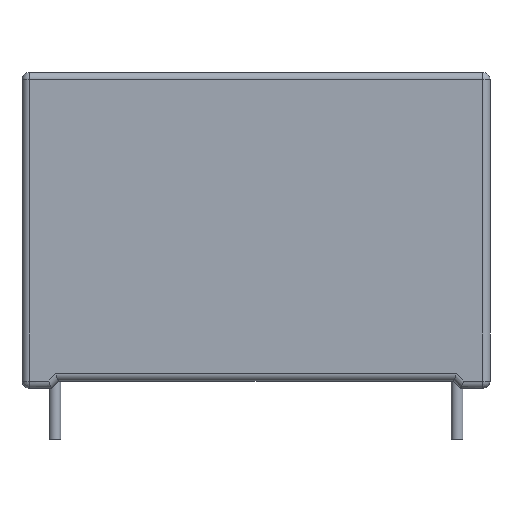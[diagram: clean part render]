
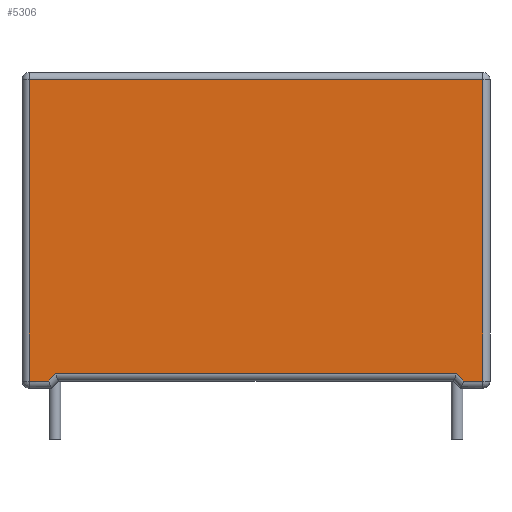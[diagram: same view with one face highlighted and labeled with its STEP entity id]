
A CAD part, front view. The second image highlights one B-rep face of the part: STEP entity #5306.
In plain terms, the highlighted planar face has unit normal (0, -1, 0).
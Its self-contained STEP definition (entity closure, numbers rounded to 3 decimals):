
#201 = CARTESIAN_POINT ( 'NONE',  ( 15.5, 0., -10.3 ) ) ;
#514 = VERTEX_POINT ( 'NONE', #201 ) ;
#779 = DIRECTION ( 'NONE',  ( 0., 0., 1. ) ) ;
#796 = EDGE_CURVE ( 'NONE', #10364, #11117, #9427, .T. ) ;
#902 = LINE ( 'NONE', #12938, #2095 ) ;
#1152 = LINE ( 'NONE', #9286, #4759 ) ;
#1204 = VERTEX_POINT ( 'NONE', #4883 ) ;
#1419 = CARTESIAN_POINT ( 'NONE',  ( 0., 0., -10.3 ) ) ;
#1498 = EDGE_CURVE ( 'NONE', #5547, #4721, #12015, .T. ) ;
#1792 = VECTOR ( 'NONE', #8493, 1000. ) ;
#2095 = VECTOR ( 'NONE', #779, 1000. ) ;
#2195 = ORIENTED_EDGE ( 'NONE', *, *, #3362, .T. ) ;
#2311 = DIRECTION ( 'NONE',  ( 0., 1., 0. ) ) ;
#2327 = DIRECTION ( 'NONE',  ( -1., 0., 0. ) ) ;
#2363 = CARTESIAN_POINT ( 'NONE',  ( 13.71, 0., -9.8 ) ) ;
#2393 = DIRECTION ( 'NONE',  ( 0., 0., -1. ) ) ;
#2546 = ORIENTED_EDGE ( 'NONE', *, *, #12707, .T. ) ;
#2635 = LINE ( 'NONE', #4480, #1792 ) ;
#2707 = EDGE_CURVE ( 'NONE', #4721, #5900, #4426, .T. ) ;
#3090 = VECTOR ( 'NONE', #2393, 1000. ) ;
#3154 = CARTESIAN_POINT ( 'NONE',  ( -13.71, 0., -9.8 ) ) ;
#3338 = ORIENTED_EDGE ( 'NONE', *, *, #11241, .T. ) ;
#3362 = EDGE_CURVE ( 'NONE', #9298, #10364, #1152, .T. ) ;
#3956 = CARTESIAN_POINT ( 'NONE',  ( 15.5, 0., 10.3 ) ) ;
#4426 = LINE ( 'NONE', #4816, #12935 ) ;
#4480 = CARTESIAN_POINT ( 'NONE',  ( -2.096, 0., 2.054 ) ) ;
#4582 = VECTOR ( 'NONE', #5571, 1000. ) ;
#4721 = VERTEX_POINT ( 'NONE', #2363 ) ;
#4759 = VECTOR ( 'NONE', #2327, 1000. ) ;
#4816 = CARTESIAN_POINT ( 'NONE',  ( 2.096, 0., 2.054 ) ) ;
#4883 = CARTESIAN_POINT ( 'NONE',  ( -14.2, 0., -10.3 ) ) ;
#5302 = CARTESIAN_POINT ( 'NONE',  ( -15.5, 0., 0. ) ) ;
#5306 = ADVANCED_FACE ( 'NONE', ( #6999 ), #10125, .F. ) ;
#5547 = VERTEX_POINT ( 'NONE', #3154 ) ;
#5571 = DIRECTION ( 'NONE',  ( 1., 0., 0. ) ) ;
#5748 = ORIENTED_EDGE ( 'NONE', *, *, #2707, .T. ) ;
#5900 = VERTEX_POINT ( 'NONE', #9787 ) ;
#5984 = CARTESIAN_POINT ( 'NONE',  ( 0., 0., -9.8 ) ) ;
#6145 = LINE ( 'NONE', #11255, #6150 ) ;
#6150 = VECTOR ( 'NONE', #9023, 1000. ) ;
#6201 = EDGE_CURVE ( 'NONE', #11117, #1204, #6145, .T. ) ;
#6999 = FACE_OUTER_BOUND ( 'NONE', #7994, .T. ) ;
#7530 = AXIS2_PLACEMENT_3D ( 'NONE', #11524, #2311, #12386 ) ;
#7994 = EDGE_LOOP ( 'NONE', ( #2195, #12521, #10082, #3338, #12559, #5748, #12098, #2546 ) ) ;
#8365 = CARTESIAN_POINT ( 'NONE',  ( -15.5, 0., -10.3 ) ) ;
#8493 = DIRECTION ( 'NONE',  ( 0.7, 0., 0.714 ) ) ;
#9023 = DIRECTION ( 'NONE',  ( 1., 0., 0. ) ) ;
#9167 = EDGE_CURVE ( 'NONE', #5900, #514, #10404, .T. ) ;
#9286 = CARTESIAN_POINT ( 'NONE',  ( 0., 0., 10.3 ) ) ;
#9298 = VERTEX_POINT ( 'NONE', #3956 ) ;
#9427 = LINE ( 'NONE', #5302, #3090 ) ;
#9787 = CARTESIAN_POINT ( 'NONE',  ( 14.2, 0., -10.3 ) ) ;
#10082 = ORIENTED_EDGE ( 'NONE', *, *, #6201, .T. ) ;
#10125 = PLANE ( 'NONE',  #7530 ) ;
#10359 = VECTOR ( 'NONE', #12961, 1000. ) ;
#10364 = VERTEX_POINT ( 'NONE', #10713 ) ;
#10404 = LINE ( 'NONE', #1419, #4582 ) ;
#10713 = CARTESIAN_POINT ( 'NONE',  ( -15.5, 0., 10.3 ) ) ;
#11117 = VERTEX_POINT ( 'NONE', #8365 ) ;
#11241 = EDGE_CURVE ( 'NONE', #1204, #5547, #2635, .T. ) ;
#11255 = CARTESIAN_POINT ( 'NONE',  ( 0., 0., -10.3 ) ) ;
#11524 = CARTESIAN_POINT ( 'NONE',  ( 0., 0., 0. ) ) ;
#12015 = LINE ( 'NONE', #5984, #10359 ) ;
#12098 = ORIENTED_EDGE ( 'NONE', *, *, #9167, .T. ) ;
#12386 = DIRECTION ( 'NONE',  ( 0., 0., 1. ) ) ;
#12521 = ORIENTED_EDGE ( 'NONE', *, *, #796, .T. ) ;
#12559 = ORIENTED_EDGE ( 'NONE', *, *, #1498, .T. ) ;
#12648 = DIRECTION ( 'NONE',  ( 0.7, 0., -0.714 ) ) ;
#12707 = EDGE_CURVE ( 'NONE', #514, #9298, #902, .T. ) ;
#12935 = VECTOR ( 'NONE', #12648, 1000. ) ;
#12938 = CARTESIAN_POINT ( 'NONE',  ( 15.5, 0., 0. ) ) ;
#12961 = DIRECTION ( 'NONE',  ( 1., 0., 0. ) ) ;
